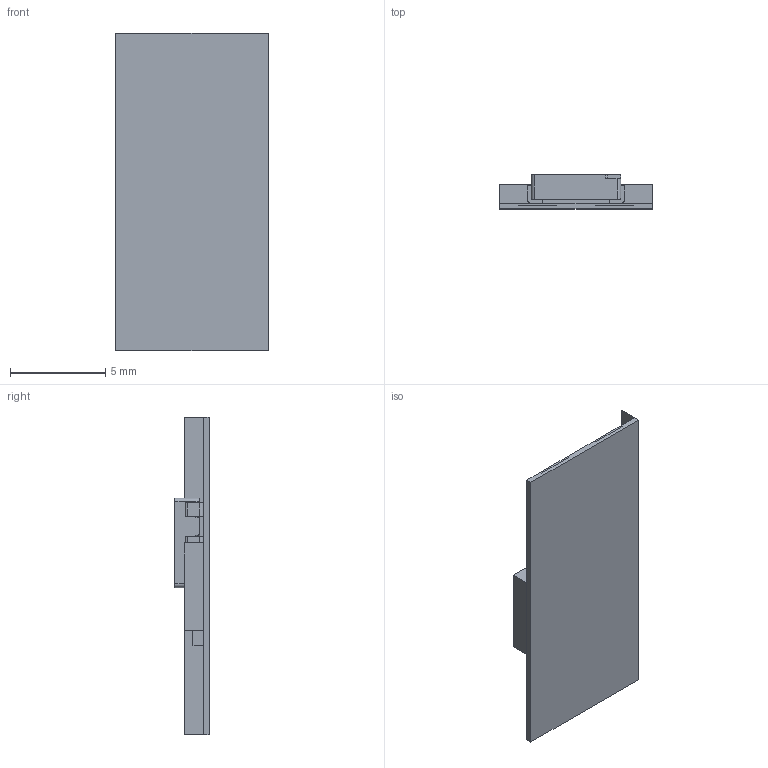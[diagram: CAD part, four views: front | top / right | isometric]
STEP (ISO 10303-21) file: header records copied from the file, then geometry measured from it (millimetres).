
FILE_DESCRIPTION((''),'2;1');
FILE_NAME('LS-12V-60C1-W8-5050S_ASM','2020-08-16T',('Administrator'),(''),'PRO/ENGINEER BY PARAMETRIC TECHNOLOGY CORPORATION, 2011310','PRO/ENGINEER BY PARAMETRIC TECHNOLOGY CORPORATION, 2011310','');
FILE_SCHEMA(('AUTOMOTIVE_DESIGN_CC2 { 1 2 10303 214 -1 1 5 2 }'));
Length unit declared in the file: millimetre
Products named in the file (12): LS-12V-60C1-W8-5050S_PLATE; LS-12V-60C1-W8-5050S_PADS; RES_1206_01; RES_1206_02; RES_1206_03; RES_1206_ASM; LED_CHIP_5050_BASE; LED_CHIP_5050_CHIP; LED_CHIP_5050_SLICONE; LED_CHIP_5050_ELETRODE; LED_CHIP_5050_ASM; LS-12V-60C1-W8-5050S_ASM
Assembly tree (17 placements, depth 3):
  LS-12V-60C1-W8-5050S_ASM
    LS-12V-60C1-W8-5050S_PLATE
    LS-12V-60C1-W8-5050S_PADS
    RES_1206_ASM
      RES_1206_01  x2
      RES_1206_02
      RES_1206_03
    LED_CHIP_5050_ASM
      LED_CHIP_5050_BASE
      LED_CHIP_5050_CHIP
      LED_CHIP_5050_SLICONE
      LED_CHIP_5050_ELETRODE  x6
Bounding box: 8 x 1.8 x 16.67 mm (x, y, z)
Volume: 75.5 mm3; surface area: 689.3 mm2
Topology: 27 solids, 29 shells, 471 faces, 1249 edges, 842 vertices
Faces by surface type: plane 287, cylinder 126, extrusion 28, torus 18, sphere 8, cone 2, bspline 2
Entity records: 16831 total; most frequent: CARTESIAN_POINT 2610, DIRECTION 2204, ORIENTED_EDGE 2088, PRESENTATION_STYLE_ASSIGNMENT 1123, STYLED_ITEM 1113, CURVE_STYLE 1090, EDGE_CURVE 1090, VECTOR 756
